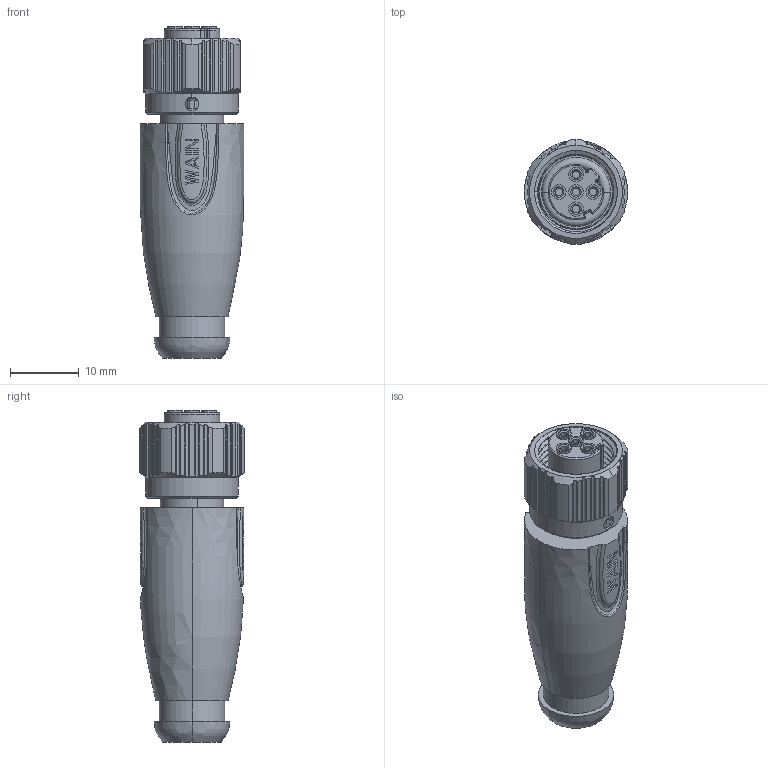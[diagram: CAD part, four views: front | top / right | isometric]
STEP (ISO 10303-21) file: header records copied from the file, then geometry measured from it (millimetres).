
FILE_DESCRIPTION((''),'2;1');
FILE_NAME('S_M12-NU-SH-SW14','2024-01-02T',('13531'),(''),'PRO/ENGINEER BY PARAMETRIC TECHNOLOGY CORPORATION, 2012480','PRO/ENGINEER BY PARAMETRIC TECHNOLOGY CORPORATION, 2012480','');
FILE_SCHEMA(('CONFIG_CONTROL_DESIGN'));
Length unit declared in the file: millimetre
Products named in the file (1): S_M12-NU-SH-SW14
Bounding box: 15 x 15.2 x 48.2 mm (x, y, z)
Volume: 6155.4 mm3; surface area: 4093.7 mm2
Topology: 1 solids, 3 shells, 595 faces, 1609 edges, 1041 vertices
Faces by surface type: plane 284, cylinder 204, cone 47, bspline 23, revolution 16, torus 11, sphere 6, extrusion 4
Entity records: 33136 total; most frequent: CARTESIAN_POINT 11342, ORIENTED_EDGE 3210, DIRECTION 2828, PRESENTATION_STYLE_ASSIGNMENT 1965, STYLED_ITEM 1626, CURVE_STYLE 1625, EDGE_CURVE 1605, AXIS2_PLACEMENT_3D 1107
